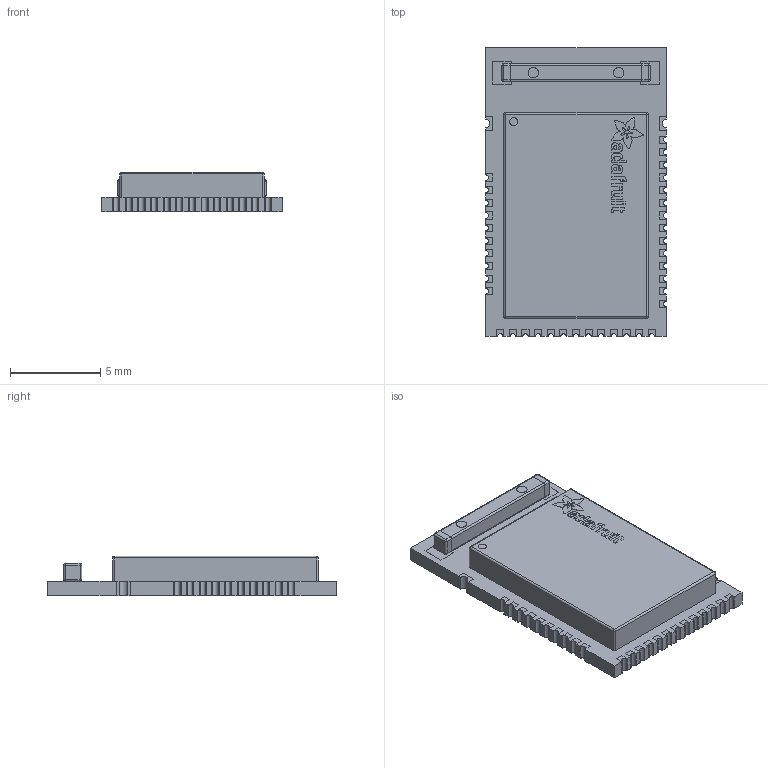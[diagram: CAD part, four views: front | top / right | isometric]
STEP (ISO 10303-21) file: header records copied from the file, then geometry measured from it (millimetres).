
FILE_DESCRIPTION(/* description */ (''),/* implementation_level */ '2;1');
FILE_NAME(/* name */ 'Adafruit 4077.stp',/* time_stamp */ '2021-10-28T21:07:31-04:00',/* author */ ('rabri'),/* organization */ (''),/* preprocessor_version */ 'ST-DEVELOPER v18',/* originating_system */ 'Autodesk Inventor 2020',/* authorisation */ '');
FILE_SCHEMA (('AUTOMOTIVE_DESIGN { 1 0 10303 214 3 1 1 }'));
Length unit declared in the file: millimetre
Products named in the file (8): Adafruit 4077; pcb; terminal; ant; marking; shield; logo; antenn2
Assembly tree (7 placements, depth 2):
  Adafruit 4077
    pcb
    terminal
    ant
    marking
    shield
    logo
    antenn2
Bounding box: 10 x 16 x 2.2 mm (x, y, z)
Volume: 265 mm3; surface area: 807.4 mm2
Topology: 59 solids, 59 shells, 927 faces, 2389 edges, 1584 vertices
Faces by surface type: plane 772, cylinder 90, bspline 53, sphere 12
Full cylindrical faces by diameter (mm): 0.451 x1, 0.577 x2
Entity records: 28476 total; most frequent: CARTESIAN_POINT 5636, ORIENTED_EDGE 4778, DIRECTION 4271, EDGE_CURVE 2389, LINE 2093, VECTOR 2093, VERTEX_POINT 1584, AXIS2_PLACEMENT_3D 1089
